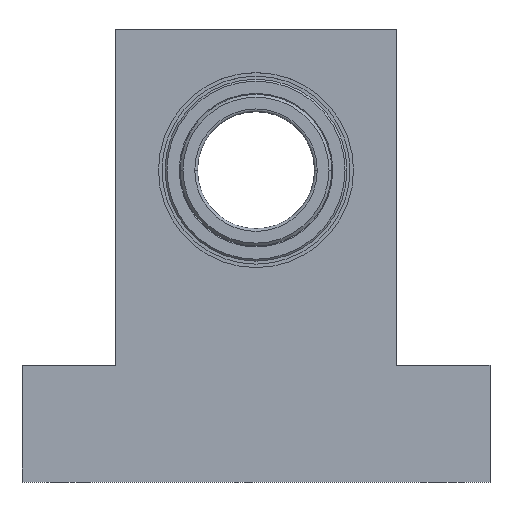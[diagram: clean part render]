
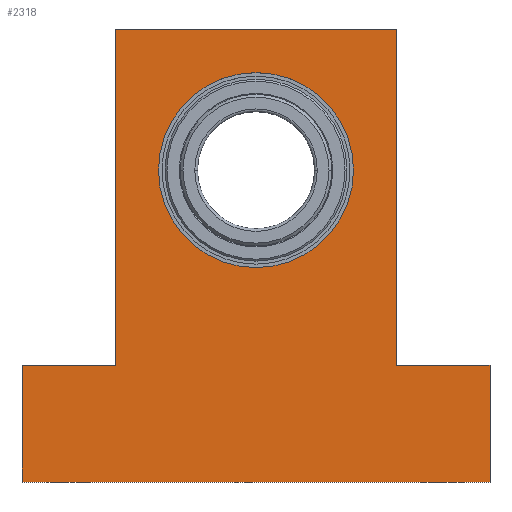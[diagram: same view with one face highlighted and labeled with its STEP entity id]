
A CAD part, top view. The second image highlights one B-rep face of the part: STEP entity #2318.
In plain terms, the highlighted planar face has unit normal (0, 0, 1).
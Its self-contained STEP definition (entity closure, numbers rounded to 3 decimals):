
#1 = VECTOR ( 'NONE', #1155, 1000. ) ;
#3 = CIRCLE ( 'NONE', #2637, 12.5 ) ;
#12 = LINE ( 'NONE', #1185, #1 ) ;
#23 = LINE ( 'NONE', #1192, #24 ) ;
#24 = VECTOR ( 'NONE', #1201, 1000. ) ;
#25 = CIRCLE ( 'NONE', #2672, 12.5 ) ;
#31 = LINE ( 'NONE', #1204, #37 ) ;
#37 = VECTOR ( 'NONE', #1190, 1000. ) ;
#50 = VECTOR ( 'NONE', #1239, 1000. ) ;
#55 = VECTOR ( 'NONE', #1261, 1000. ) ;
#57 = LINE ( 'NONE', #1230, #55 ) ;
#63 = VECTOR ( 'NONE', #1248, 1000. ) ;
#64 = LINE ( 'NONE', #1250, #50 ) ;
#65 = LINE ( 'NONE', #1258, #63 ) ;
#214 = EDGE_LOOP ( 'NONE', ( #660, #666 ) ) ;
#227 = EDGE_LOOP ( 'NONE', ( #654, #655, #639, #644, #675, #636, #559, #659 ) ) ;
#295 = VERTEX_POINT ( 'NONE', #2150 ) ;
#357 = VERTEX_POINT ( 'NONE', #2216 ) ;
#360 = VERTEX_POINT ( 'NONE', #2217 ) ;
#362 = VERTEX_POINT ( 'NONE', #2222 ) ;
#384 = VERTEX_POINT ( 'NONE', #2213 ) ;
#397 = VERTEX_POINT ( 'NONE', #2229 ) ;
#398 = VERTEX_POINT ( 'NONE', #2244 ) ;
#401 = VERTEX_POINT ( 'NONE', #2234 ) ;
#407 = VERTEX_POINT ( 'NONE', #2243 ) ;
#409 = VERTEX_POINT ( 'NONE', #2258 ) ;
#559 = ORIENTED_EDGE ( 'NONE', *, *, #2834, .T. ) ;
#636 = ORIENTED_EDGE ( 'NONE', *, *, #2855, .T. ) ;
#639 = ORIENTED_EDGE ( 'NONE', *, *, #2815, .T. ) ;
#644 = ORIENTED_EDGE ( 'NONE', *, *, #2770, .T. ) ;
#654 = ORIENTED_EDGE ( 'NONE', *, *, #2827, .T. ) ;
#655 = ORIENTED_EDGE ( 'NONE', *, *, #2838, .T. ) ;
#659 = ORIENTED_EDGE ( 'NONE', *, *, #2856, .T. ) ;
#660 = ORIENTED_EDGE ( 'NONE', *, *, #2820, .F. ) ;
#666 = ORIENTED_EDGE ( 'NONE', *, *, #2836, .F. ) ;
#675 = ORIENTED_EDGE ( 'NONE', *, *, #2859, .T. ) ;
#963 = FACE_BOUND ( 'NONE', #214, .T. ) ;
#985 = FACE_OUTER_BOUND ( 'NONE', #227, .T. ) ;
#1154 = CARTESIAN_POINT ( 'NONE',  ( 0., 0., 6. ) ) ;
#1155 = DIRECTION ( 'NONE',  ( 0., -1., 0. ) ) ;
#1164 = DIRECTION ( 'NONE',  ( 1., 0., 0. ) ) ;
#1167 = CARTESIAN_POINT ( 'NONE',  ( 30., -25., 6. ) ) ;
#1168 = DIRECTION ( 'NONE',  ( 0., 1., 0. ) ) ;
#1175 = DIRECTION ( 'NONE',  ( 0., 0., 1. ) ) ;
#1185 = CARTESIAN_POINT ( 'NONE',  ( -30., -25., 6. ) ) ;
#1190 = DIRECTION ( 'NONE',  ( 1., 0., 0. ) ) ;
#1192 = CARTESIAN_POINT ( 'NONE',  ( -18., 18., 6. ) ) ;
#1201 = DIRECTION ( 'NONE',  ( 0., -1., 0. ) ) ;
#1204 = CARTESIAN_POINT ( 'NONE',  ( 30., -40., 6. ) ) ;
#1215 = CARTESIAN_POINT ( 'NONE',  ( 0., 0., 6. ) ) ;
#1222 = DIRECTION ( 'NONE',  ( 0., 0., 1. ) ) ;
#1223 = DIRECTION ( 'NONE',  ( 1., 0., 0. ) ) ;
#1230 = CARTESIAN_POINT ( 'NONE',  ( 18., 18., 6. ) ) ;
#1239 = DIRECTION ( 'NONE',  ( -1., 0., 0. ) ) ;
#1248 = DIRECTION ( 'NONE',  ( -1., 0., 0. ) ) ;
#1250 = CARTESIAN_POINT ( 'NONE',  ( -18., 18., 6. ) ) ;
#1258 = CARTESIAN_POINT ( 'NONE',  ( -18., -25., 6. ) ) ;
#1261 = DIRECTION ( 'NONE',  ( 0., 1., 0. ) ) ;
#1527 = CARTESIAN_POINT ( 'NONE',  ( 18., -25., 6. ) ) ;
#1544 = DIRECTION ( 'NONE',  ( -1., 0., 0. ) ) ;
#1651 = PLANE ( 'NONE',  #2441 ) ;
#1669 = DIRECTION ( 'NONE',  ( -1., 0., 0. ) ) ;
#1676 = DIRECTION ( 'NONE',  ( 0., 0., -1. ) ) ;
#1681 = CARTESIAN_POINT ( 'NONE',  ( 0., 0., 6. ) ) ;
#2150 = CARTESIAN_POINT ( 'NONE',  ( -12.5, 0., 6. ) ) ;
#2213 = CARTESIAN_POINT ( 'NONE',  ( -18., -25., 6. ) ) ;
#2216 = CARTESIAN_POINT ( 'NONE',  ( 12.5, 0., 6. ) ) ;
#2217 = CARTESIAN_POINT ( 'NONE',  ( 18., 18., 6. ) ) ;
#2222 = CARTESIAN_POINT ( 'NONE',  ( 30., -25., 6. ) ) ;
#2229 = CARTESIAN_POINT ( 'NONE',  ( -30., -25., 6. ) ) ;
#2234 = CARTESIAN_POINT ( 'NONE',  ( 18., -25., 6. ) ) ;
#2243 = CARTESIAN_POINT ( 'NONE',  ( -18., 18., 6. ) ) ;
#2244 = CARTESIAN_POINT ( 'NONE',  ( -30., -40., 6. ) ) ;
#2258 = CARTESIAN_POINT ( 'NONE',  ( 30., -40., 6. ) ) ;
#2318 = ADVANCED_FACE ( 'NONE', ( #963, #985 ), #1651, .F. ) ;
#2441 = AXIS2_PLACEMENT_3D ( 'NONE', #1681, #1676, #1669 ) ;
#2637 = AXIS2_PLACEMENT_3D ( 'NONE', #1154, #1175, #1164 ) ;
#2672 = AXIS2_PLACEMENT_3D ( 'NONE', #1215, #1222, #1223 ) ;
#2770 = EDGE_CURVE ( 'NONE', #362, #401, #3137, .T. ) ;
#2815 = EDGE_CURVE ( 'NONE', #409, #362, #3021, .T. ) ;
#2820 = EDGE_CURVE ( 'NONE', #357, #295, #3, .T. ) ;
#2827 = EDGE_CURVE ( 'NONE', #397, #398, #12, .T. ) ;
#2834 = EDGE_CURVE ( 'NONE', #407, #384, #23, .T. ) ;
#2836 = EDGE_CURVE ( 'NONE', #295, #357, #25, .T. ) ;
#2838 = EDGE_CURVE ( 'NONE', #398, #409, #31, .T. ) ;
#2855 = EDGE_CURVE ( 'NONE', #360, #407, #64, .T. ) ;
#2856 = EDGE_CURVE ( 'NONE', #384, #397, #65, .T. ) ;
#2859 = EDGE_CURVE ( 'NONE', #401, #360, #57, .T. ) ;
#3021 = LINE ( 'NONE', #1167, #3052 ) ;
#3052 = VECTOR ( 'NONE', #1168, 1000. ) ;
#3137 = LINE ( 'NONE', #1527, #3150 ) ;
#3150 = VECTOR ( 'NONE', #1544, 1000. ) ;
